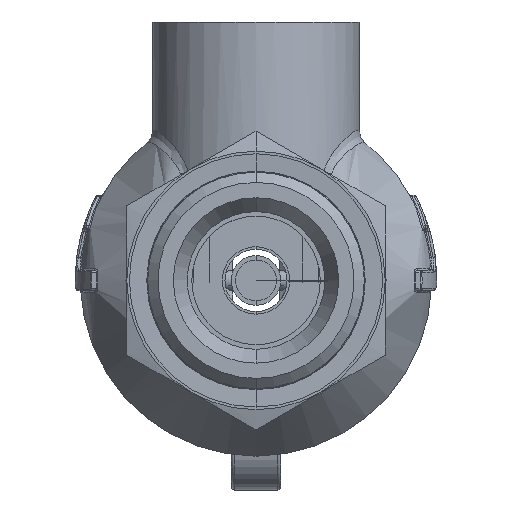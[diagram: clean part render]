
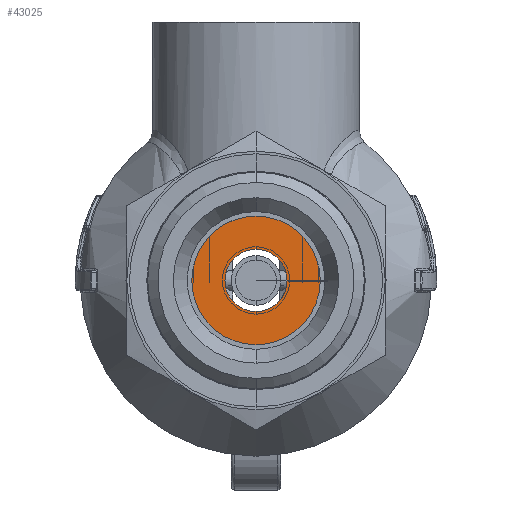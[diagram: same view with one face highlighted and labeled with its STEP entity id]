
A CAD part, front view. The second image highlights one B-rep face of the part: STEP entity #43025.
In plain terms, the highlighted planar face has unit normal (0, -1, 0).
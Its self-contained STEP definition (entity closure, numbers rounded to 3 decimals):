
#1653 = DIRECTION ( 'NONE',  ( 0., 1., 0. ) ) ;
#1963 = VERTEX_POINT ( 'NONE', #30833 ) ;
#1985 = EDGE_CURVE ( 'NONE', #50481, #37399, #61758, .T. ) ;
#2273 = AXIS2_PLACEMENT_3D ( 'NONE', #42556, #1653, #77446 ) ;
#2434 = VERTEX_POINT ( 'NONE', #63910 ) ;
#4984 = CIRCLE ( 'NONE', #2273, 6.01 ) ;
#6404 = VECTOR ( 'NONE', #44162, 1000. ) ;
#7047 = ORIENTED_EDGE ( 'NONE', *, *, #48141, .T. ) ;
#7506 = ORIENTED_EDGE ( 'NONE', *, *, #86874, .T. ) ;
#8040 = EDGE_LOOP ( 'NONE', ( #7506, #67966, #23471, #17546, #31434, #7047, #68319, #31764 ) ) ;
#8504 = AXIS2_PLACEMENT_3D ( 'NONE', #8589, #23445, #65601 ) ;
#8589 = CARTESIAN_POINT ( 'NONE',  ( 0., 196.311, 0. ) ) ;
#11261 = CARTESIAN_POINT ( 'NONE',  ( 12.433, 196.311, 0. ) ) ;
#12542 = EDGE_CURVE ( 'NONE', #1963, #78481, #48568, .T. ) ;
#14877 = DIRECTION ( 'NONE',  ( 0., 0., 1. ) ) ;
#17171 = CARTESIAN_POINT ( 'NONE',  ( 0., 196.311, 0. ) ) ;
#17546 = ORIENTED_EDGE ( 'NONE', *, *, #1985, .T. ) ;
#19032 = AXIS2_PLACEMENT_3D ( 'NONE', #48443, #82792, #76082 ) ;
#20610 = DIRECTION ( 'NONE',  ( 0., -1., 0. ) ) ;
#23445 = DIRECTION ( 'NONE',  ( 0., -1., 0. ) ) ;
#23471 = ORIENTED_EDGE ( 'NONE', *, *, #49057, .T. ) ;
#23599 = DIRECTION ( 'NONE',  ( 0., 1., 0. ) ) ;
#25928 = CARTESIAN_POINT ( 'NONE',  ( 0., 196.311, 6.01 ) ) ;
#26737 = EDGE_CURVE ( 'NONE', #2434, #65938, #42872, .T. ) ;
#27631 = CARTESIAN_POINT ( 'NONE',  ( 0., 196.311, 0. ) ) ;
#30437 = PLANE ( 'NONE',  #8504 ) ;
#30833 = CARTESIAN_POINT ( 'NONE',  ( 0., 196.311, 12.433 ) ) ;
#31434 = ORIENTED_EDGE ( 'NONE', *, *, #81175, .T. ) ;
#31764 = ORIENTED_EDGE ( 'NONE', *, *, #26737, .T. ) ;
#31987 = DIRECTION ( 'NONE',  ( 0., 0., 1. ) ) ;
#33336 = CIRCLE ( 'NONE', #50014, 12.433 ) ;
#33828 = EDGE_CURVE ( 'NONE', #52379, #2434, #4984, .T. ) ;
#37399 = VERTEX_POINT ( 'NONE', #69149 ) ;
#37797 = CARTESIAN_POINT ( 'NONE',  ( 12.431, 196.311, -0.217 ) ) ;
#37850 = DIRECTION ( 'NONE',  ( 0., 0., 1. ) ) ;
#42556 = CARTESIAN_POINT ( 'NONE',  ( 0., 196.311, 0. ) ) ;
#42872 = LINE ( 'NONE', #75771, #76451 ) ;
#43025 = ADVANCED_FACE ( 'NONE', ( #44696 ), #30437, .T. ) ;
#44162 = DIRECTION ( 'NONE',  ( -1., 0., 0.017 ) ) ;
#44696 = FACE_OUTER_BOUND ( 'NONE', #8040, .T. ) ;
#48141 = EDGE_CURVE ( 'NONE', #65191, #52379, #55331, .T. ) ;
#48443 = CARTESIAN_POINT ( 'NONE',  ( 0., 196.311, 0. ) ) ;
#48568 = CIRCLE ( 'NONE', #73904, 12.433 ) ;
#49057 = EDGE_CURVE ( 'NONE', #78481, #50481, #67295, .T. ) ;
#50014 = AXIS2_PLACEMENT_3D ( 'NONE', #50043, #56737, #14877 ) ;
#50043 = CARTESIAN_POINT ( 'NONE',  ( 0., 196.311, 0. ) ) ;
#50481 = VERTEX_POINT ( 'NONE', #72183 ) ;
#52379 = VERTEX_POINT ( 'NONE', #25928 ) ;
#55331 = CIRCLE ( 'NONE', #80074, 6.01 ) ;
#56737 = DIRECTION ( 'NONE',  ( 0., -1., 0. ) ) ;
#58199 = CARTESIAN_POINT ( 'NONE',  ( 0., 196.311, 0. ) ) ;
#61547 = DIRECTION ( 'NONE',  ( 1., 0., 0. ) ) ;
#61758 = LINE ( 'NONE', #37797, #6404 ) ;
#63910 = CARTESIAN_POINT ( 'NONE',  ( 6.01, 196.311, 0. ) ) ;
#65191 = VERTEX_POINT ( 'NONE', #88503 ) ;
#65601 = DIRECTION ( 'NONE',  ( 0., 0., -1. ) ) ;
#65938 = VERTEX_POINT ( 'NONE', #11261 ) ;
#67295 = CIRCLE ( 'NONE', #19032, 12.433 ) ;
#67966 = ORIENTED_EDGE ( 'NONE', *, *, #12542, .T. ) ;
#68319 = ORIENTED_EDGE ( 'NONE', *, *, #33828, .T. ) ;
#69149 = CARTESIAN_POINT ( 'NONE',  ( 6.009, 196.311, -0.105 ) ) ;
#69168 = DIRECTION ( 'NONE',  ( 0., 0., 1. ) ) ;
#72183 = CARTESIAN_POINT ( 'NONE',  ( 12.431, 196.311, -0.217 ) ) ;
#72393 = DIRECTION ( 'NONE',  ( 0., 1., 0. ) ) ;
#73904 = AXIS2_PLACEMENT_3D ( 'NONE', #27631, #20610, #69168 ) ;
#74049 = CIRCLE ( 'NONE', #79446, 6.01 ) ;
#75771 = CARTESIAN_POINT ( 'NONE',  ( 0., 196.311, 0. ) ) ;
#76082 = DIRECTION ( 'NONE',  ( 0., 0., 1. ) ) ;
#76451 = VECTOR ( 'NONE', #61547, 1000. ) ;
#77446 = DIRECTION ( 'NONE',  ( 0., 0., 1. ) ) ;
#78481 = VERTEX_POINT ( 'NONE', #82435 ) ;
#79446 = AXIS2_PLACEMENT_3D ( 'NONE', #17171, #72393, #31987 ) ;
#80074 = AXIS2_PLACEMENT_3D ( 'NONE', #58199, #23599, #37850 ) ;
#81175 = EDGE_CURVE ( 'NONE', #37399, #65191, #74049, .T. ) ;
#82435 = CARTESIAN_POINT ( 'NONE',  ( 0., 196.311, -12.433 ) ) ;
#82792 = DIRECTION ( 'NONE',  ( 0., -1., 0. ) ) ;
#86874 = EDGE_CURVE ( 'NONE', #65938, #1963, #33336, .T. ) ;
#88503 = CARTESIAN_POINT ( 'NONE',  ( 0., 196.311, -6.01 ) ) ;
